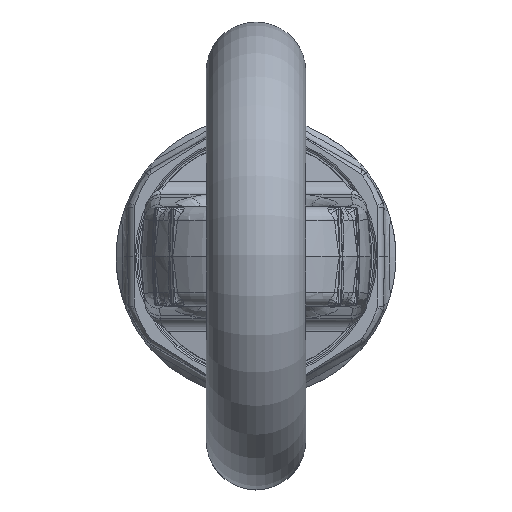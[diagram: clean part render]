
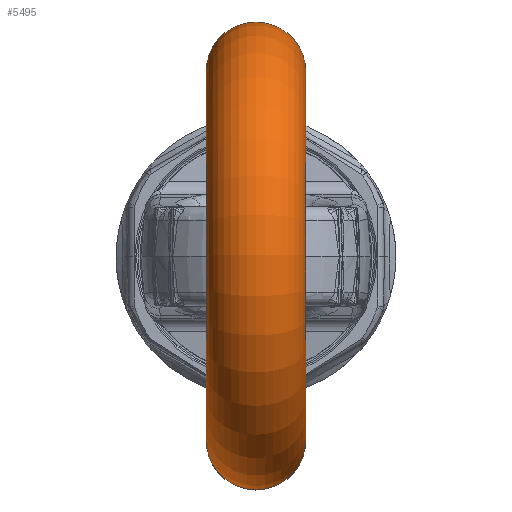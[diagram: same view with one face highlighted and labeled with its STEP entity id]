
A CAD part, top view. The second image highlights one B-rep face of the part: STEP entity #5495.
In plain terms, the highlighted toroidal (fillet/blend) face has major radius 24 mm and minor radius 6.5 mm.
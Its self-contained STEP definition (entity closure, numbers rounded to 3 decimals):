
#5355=CARTESIAN_POINT('Axis2P3D Location',(0.,0.,33.899)) ;
#5360=CARTESIAN_POINT('Axis2P3D Location',(-6.5,0.,33.899)) ;
#5364=CARTESIAN_POINT('Vertex',(-6.5,24.,33.899)) ;
#5366=CARTESIAN_POINT('Vertex',(-6.5,-24.,33.899)) ;
#5373=CARTESIAN_POINT('Vertex',(6.5,24.,33.899)) ;
#5376=CARTESIAN_POINT('Axis2P3D Location',(6.5,0.,33.899)) ;
#5380=CARTESIAN_POINT('Vertex',(6.5,-24.,33.899)) ;
#5479=CARTESIAN_POINT('Axis2P3D Location',(0.,24.,33.899)) ;
#5484=CARTESIAN_POINT('Axis2P3D Location',(0.,-24.,33.899)) ;
#5356=DIRECTION('Axis2P3D Direction',(1.,0.,0.)) ;
#5357=DIRECTION('Axis2P3D XDirection',(0.,1.,0.)) ;
#5361=DIRECTION('Axis2P3D Direction',(1.,0.,0.)) ;
#5377=DIRECTION('Axis2P3D Direction',(1.,0.,0.)) ;
#5480=DIRECTION('Axis2P3D Direction',(0.,0.,-1.)) ;
#5485=DIRECTION('Axis2P3D Direction',(-0.,0.,1.)) ;
#5358=AXIS2_PLACEMENT_3D('Torus Axis2P3D',#5355,#5356,#5357) ;
#5362=AXIS2_PLACEMENT_3D('Circle Axis2P3D',#5360,#5361,$) ;
#5378=AXIS2_PLACEMENT_3D('Circle Axis2P3D',#5376,#5377,$) ;
#5481=AXIS2_PLACEMENT_3D('Circle Axis2P3D',#5479,#5480,$) ;
#5486=AXIS2_PLACEMENT_3D('Circle Axis2P3D',#5484,#5485,$) ;
#5490=ORIENTED_EDGE('',*,*,#5382,.F.) ;
#5491=ORIENTED_EDGE('',*,*,#5483,.T.) ;
#5492=ORIENTED_EDGE('',*,*,#5368,.T.) ;
#5493=ORIENTED_EDGE('',*,*,#5488,.F.) ;
#5495=ADVANCED_FACE('\X2\710A63A574B0\X0\',(#5494),#5359,.T.) ;
#5363=CIRCLE('generated circle',#5362,24.) ;
#5379=CIRCLE('generated circle',#5378,24.) ;
#5482=CIRCLE('generated circle',#5481,6.5) ;
#5487=CIRCLE('generated circle',#5486,6.5) ;
#5359=TOROIDAL_SURFACE('homeo Torus',#5358,24.,6.5) ;
#5368=EDGE_CURVE('',#5365,#5367,#5363,.T.) ;
#5382=EDGE_CURVE('',#5374,#5381,#5379,.T.) ;
#5483=EDGE_CURVE('',#5374,#5365,#5482,.F.) ;
#5488=EDGE_CURVE('',#5381,#5367,#5487,.F.) ;
#5489=EDGE_LOOP('',(#5490,#5491,#5492,#5493)) ;
#5494=FACE_OUTER_BOUND('',#5489,.T.) ;
#5365=VERTEX_POINT('',#5364) ;
#5367=VERTEX_POINT('',#5366) ;
#5374=VERTEX_POINT('',#5373) ;
#5381=VERTEX_POINT('',#5380) ;
